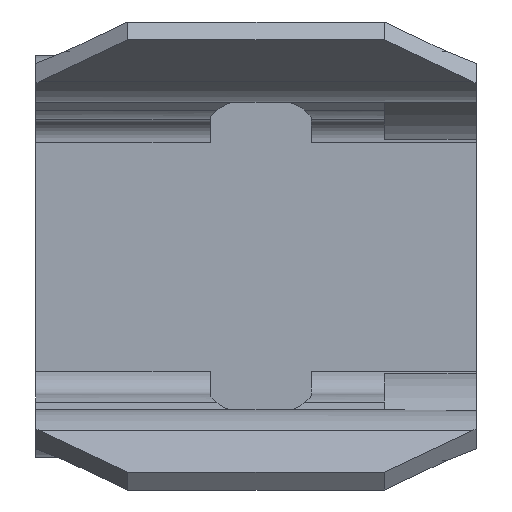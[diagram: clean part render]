
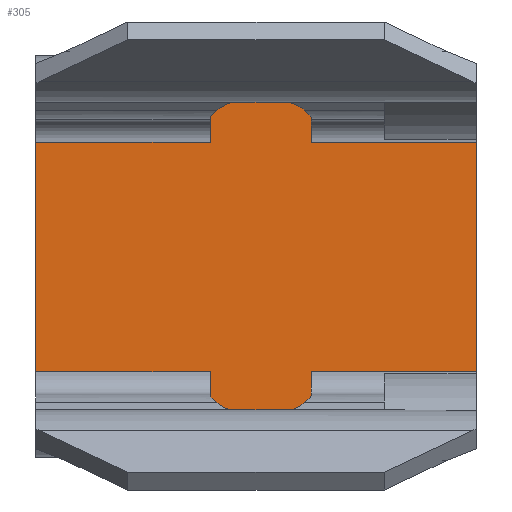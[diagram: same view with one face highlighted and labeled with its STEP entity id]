
A CAD part, top view. The second image highlights one B-rep face of the part: STEP entity #305.
In plain terms, the highlighted planar face has unit normal (0, 0, 1).
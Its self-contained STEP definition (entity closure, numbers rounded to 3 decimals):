
#8 = ORIENTED_EDGE ( 'NONE', *, *, #3144, .T. ) ;
#48 = LINE ( 'NONE', #1912, #1030 ) ;
#83 = ORIENTED_EDGE ( 'NONE', *, *, #804, .T. ) ;
#110 = DIRECTION ( 'NONE',  ( 0., 1., 0. ) ) ;
#143 = ORIENTED_EDGE ( 'NONE', *, *, #2671, .T. ) ;
#160 = DIRECTION ( 'NONE',  ( 0., -1., 0. ) ) ;
#184 = VECTOR ( 'NONE', #989, 1000. ) ;
#188 = DIRECTION ( 'NONE',  ( 0., 1., 0. ) ) ;
#200 = EDGE_CURVE ( 'NONE', #227, #2163, #2531, .T. ) ;
#201 = DIRECTION ( 'NONE',  ( 0., 0., 1. ) ) ;
#205 = LINE ( 'NONE', #984, #1788 ) ;
#220 = VECTOR ( 'NONE', #3270, 1000. ) ;
#227 = VERTEX_POINT ( 'NONE', #1710 ) ;
#254 = EDGE_CURVE ( 'NONE', #3142, #583, #720, .T. ) ;
#266 = CARTESIAN_POINT ( 'NONE',  ( 0.55, -1.683, 0. ) ) ;
#294 = CARTESIAN_POINT ( 'NONE',  ( -2.45, 1.25, 0. ) ) ;
#305 = ADVANCED_FACE ( 'NONE', ( #2302 ), #1543, .T. ) ;
#411 = LINE ( 'NONE', #444, #1861 ) ;
#444 = CARTESIAN_POINT ( 'NONE',  ( 0., -1.25, 0. ) ) ;
#445 = CARTESIAN_POINT ( 'NONE',  ( 0.55, 1.25, 0. ) ) ;
#500 = EDGE_CURVE ( 'NONE', #583, #3273, #2466, .T. ) ;
#499 = DIRECTION ( 'NONE',  ( 1., 0., 0. ) ) ;
#517 = VERTEX_POINT ( 'NONE', #1979 ) ;
#521 = ORIENTED_EDGE ( 'NONE', *, *, #1019, .T. ) ;
#532 = ORIENTED_EDGE ( 'NONE', *, *, #254, .T. ) ;
#583 = VERTEX_POINT ( 'NONE', #1215 ) ;
#638 = ORIENTED_EDGE ( 'NONE', *, *, #1785, .T. ) ;
#651 = CARTESIAN_POINT ( 'NONE',  ( -2.45, -1.25, 0. ) ) ;
#666 = CARTESIAN_POINT ( 'NONE',  ( 0.55, 1.683, 0. ) ) ;
#676 = EDGE_CURVE ( 'NONE', #1242, #2706, #1295, .T. ) ;
#677 = VERTEX_POINT ( 'NONE', #294 ) ;
#712 = VECTOR ( 'NONE', #2056, 1000. ) ;
#719 = VECTOR ( 'NONE', #2068, 1000. ) ;
#720 = LINE ( 'NONE', #2036, #719 ) ;
#786 = CARTESIAN_POINT ( 'NONE',  ( 0., 1.25, 0. ) ) ;
#804 = EDGE_CURVE ( 'NONE', #2163, #517, #2890, .T. ) ;
#874 = VECTOR ( 'NONE', #1028, 1000. ) ;
#914 = CARTESIAN_POINT ( 'NONE',  ( 0., 1.762, 0. ) ) ;
#984 = CARTESIAN_POINT ( 'NONE',  ( -2.45, 0., 0. ) ) ;
#989 = DIRECTION ( 'NONE',  ( 1., 0., 0. ) ) ;
#1019 = EDGE_CURVE ( 'NONE', #1981, #3323, #2005, .T. ) ;
#1020 = VERTEX_POINT ( 'NONE', #651 ) ;
#1027 = DIRECTION ( 'NONE',  ( 1., 0., 0. ) ) ;
#1028 = DIRECTION ( 'NONE',  ( 0., 1., 0. ) ) ;
#1030 = VECTOR ( 'NONE', #1597, 1000. ) ;
#1035 = VECTOR ( 'NONE', #2664, 1000. ) ;
#1075 = EDGE_CURVE ( 'NONE', #1020, #677, #205, .T. ) ;
#1087 = VERTEX_POINT ( 'NONE', #3348 ) ;
#1129 = CARTESIAN_POINT ( 'NONE',  ( 0., -1.762, 0. ) ) ;
#1175 = CARTESIAN_POINT ( 'NONE',  ( 0.55, 0., 0. ) ) ;
#1215 = CARTESIAN_POINT ( 'NONE',  ( -0.55, -1.762, 0. ) ) ;
#1242 = VERTEX_POINT ( 'NONE', #1664 ) ;
#1243 = LINE ( 'NONE', #914, #184 ) ;
#1295 = LINE ( 'NONE', #2926, #1035 ) ;
#1327 = DIRECTION ( 'NONE',  ( 0., -1., 0. ) ) ;
#1334 = EDGE_CURVE ( 'NONE', #1087, #1242, #1647, .T. ) ;
#1357 = DIRECTION ( 'NONE',  ( 0., -1., 0. ) ) ;
#1376 = EDGE_CURVE ( 'NONE', #1899, #1020, #411, .T. ) ;
#1453 = LINE ( 'NONE', #1175, #1667 ) ;
#1483 = DIRECTION ( 'NONE',  ( 0., 1., 0. ) ) ;
#1486 = VECTOR ( 'NONE', #160, 1000. ) ;
#1510 = ORIENTED_EDGE ( 'NONE', *, *, #2054, .F. ) ;
#1543 = PLANE ( 'NONE',  #3309 ) ;
#1595 = CARTESIAN_POINT ( 'NONE',  ( 0.55, -1.25, 0. ) ) ;
#1597 = DIRECTION ( 'NONE',  ( 0., -1., 0. ) ) ;
#1623 = VERTEX_POINT ( 'NONE', #266 ) ;
#1647 = LINE ( 'NONE', #2712, #3177 ) ;
#1664 = CARTESIAN_POINT ( 'NONE',  ( 2.35, -1.25, 0. ) ) ;
#1667 = VECTOR ( 'NONE', #3048, 1000. ) ;
#1710 = CARTESIAN_POINT ( 'NONE',  ( -0.55, 1.762, 0. ) ) ;
#1744 = CARTESIAN_POINT ( 'NONE',  ( 0.55, 1.762, 0. ) ) ;
#1770 = ORIENTED_EDGE ( 'NONE', *, *, #1334, .F. ) ;
#1785 = EDGE_CURVE ( 'NONE', #1899, #3142, #48, .T. ) ;
#1788 = VECTOR ( 'NONE', #1483, 1000. ) ;
#1802 = EDGE_LOOP ( 'NONE', ( #2135, #1770, #1510, #3063, #521, #3163, #2118, #83, #2726, #2857, #3126, #638, #532, #2469, #143, #8 ) ) ;
#1848 = CARTESIAN_POINT ( 'NONE',  ( -0.55, 0., 0. ) ) ;
#1861 = VECTOR ( 'NONE', #2833, 1000. ) ;
#1899 = VERTEX_POINT ( 'NONE', #2923 ) ;
#1912 = CARTESIAN_POINT ( 'NONE',  ( -0.55, 0., 0. ) ) ;
#1919 = CARTESIAN_POINT ( 'NONE',  ( 0.55, 0., 0. ) ) ;
#1955 = VERTEX_POINT ( 'NONE', #445 ) ;
#1979 = CARTESIAN_POINT ( 'NONE',  ( -0.55, 1.25, 0. ) ) ;
#1981 = VERTEX_POINT ( 'NONE', #666 ) ;
#2005 = LINE ( 'NONE', #2563, #2842 ) ;
#2036 = CARTESIAN_POINT ( 'NONE',  ( -0.55, 0., 0. ) ) ;
#2054 = EDGE_CURVE ( 'NONE', #1955, #1087, #3346, .T. ) ;
#2056 = DIRECTION ( 'NONE',  ( 1., 0., 0. ) ) ;
#2068 = DIRECTION ( 'NONE',  ( 0., -1., 0. ) ) ;
#2118 = ORIENTED_EDGE ( 'NONE', *, *, #200, .T. ) ;
#2135 = ORIENTED_EDGE ( 'NONE', *, *, #676, .F. ) ;
#2163 = VERTEX_POINT ( 'NONE', #2192 ) ;
#2192 = CARTESIAN_POINT ( 'NONE',  ( -0.55, 1.683, 0. ) ) ;
#2224 = CARTESIAN_POINT ( 'NONE',  ( -0.55, -1.683, 0. ) ) ;
#2302 = FACE_OUTER_BOUND ( 'NONE', #1802, .T. ) ;
#2324 = LINE ( 'NONE', #3368, #712 ) ;
#2353 = CARTESIAN_POINT ( 'NONE',  ( 0.55, 0., 0. ) ) ;
#2410 = LINE ( 'NONE', #1919, #3153 ) ;
#2466 = LINE ( 'NONE', #1129, #220 ) ;
#2469 = ORIENTED_EDGE ( 'NONE', *, *, #500, .T. ) ;
#2531 = LINE ( 'NONE', #2570, #1486 ) ;
#2563 = CARTESIAN_POINT ( 'NONE',  ( 0.55, 0., 0. ) ) ;
#2569 = CARTESIAN_POINT ( 'NONE',  ( 0.55, -1.762, 0. ) ) ;
#2570 = CARTESIAN_POINT ( 'NONE',  ( -0.55, 0., 0. ) ) ;
#2654 = EDGE_CURVE ( 'NONE', #677, #517, #2324, .T. ) ;
#2664 = DIRECTION ( 'NONE',  ( -1., 0., 0. ) ) ;
#2671 = EDGE_CURVE ( 'NONE', #3273, #1623, #2870, .T. ) ;
#2706 = VERTEX_POINT ( 'NONE', #1595 ) ;
#2712 = CARTESIAN_POINT ( 'NONE',  ( 2.35, 0., 0. ) ) ;
#2726 = ORIENTED_EDGE ( 'NONE', *, *, #2654, .F. ) ;
#2831 = CARTESIAN_POINT ( 'NONE',  ( 0., 0., 0. ) ) ;
#2833 = DIRECTION ( 'NONE',  ( -1., 0., 0. ) ) ;
#2842 = VECTOR ( 'NONE', #188, 1000. ) ;
#2857 = ORIENTED_EDGE ( 'NONE', *, *, #1075, .F. ) ;
#2865 = VECTOR ( 'NONE', #1327, 1000. ) ;
#2870 = LINE ( 'NONE', #2353, #874 ) ;
#2890 = LINE ( 'NONE', #1848, #2865 ) ;
#2923 = CARTESIAN_POINT ( 'NONE',  ( -0.55, -1.25, 0. ) ) ;
#2926 = CARTESIAN_POINT ( 'NONE',  ( 0., -1.25, 0. ) ) ;
#3048 = DIRECTION ( 'NONE',  ( 0., 1., 0. ) ) ;
#3063 = ORIENTED_EDGE ( 'NONE', *, *, #3315, .T. ) ;
#3126 = ORIENTED_EDGE ( 'NONE', *, *, #1376, .F. ) ;
#3142 = VERTEX_POINT ( 'NONE', #2224 ) ;
#3144 = EDGE_CURVE ( 'NONE', #1623, #2706, #2410, .T. ) ;
#3153 = VECTOR ( 'NONE', #110, 1000. ) ;
#3163 = ORIENTED_EDGE ( 'NONE', *, *, #3397, .F. ) ;
#3177 = VECTOR ( 'NONE', #1357, 1000. ) ;
#3239 = VECTOR ( 'NONE', #1027, 1000. ) ;
#3270 = DIRECTION ( 'NONE',  ( 1., 0., 0. ) ) ;
#3273 = VERTEX_POINT ( 'NONE', #2569 ) ;
#3309 = AXIS2_PLACEMENT_3D ( 'NONE', #2831, #201, #499 ) ;
#3315 = EDGE_CURVE ( 'NONE', #1955, #1981, #1453, .T. ) ;
#3323 = VERTEX_POINT ( 'NONE', #1744 ) ;
#3346 = LINE ( 'NONE', #786, #3239 ) ;
#3348 = CARTESIAN_POINT ( 'NONE',  ( 2.35, 1.25, 0. ) ) ;
#3368 = CARTESIAN_POINT ( 'NONE',  ( 0., 1.25, 0. ) ) ;
#3397 = EDGE_CURVE ( 'NONE', #227, #3323, #1243, .T. ) ;
